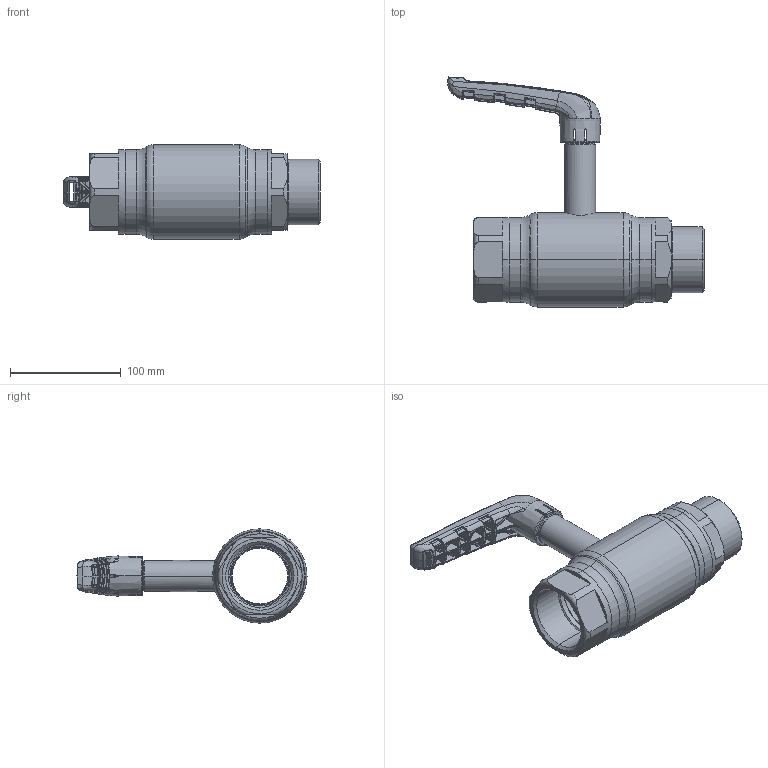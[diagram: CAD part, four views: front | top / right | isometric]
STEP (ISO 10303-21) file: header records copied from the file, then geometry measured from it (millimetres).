
FILE_DESCRIPTION (( 'STEP AP214' ), '1' );
FILE_NAME ('1050002401-xxxx.step', '2019-05-09T10:15:51', ( '' ), ( '' ), 'SwSTEP 2.0', 'SolidWorks 2017', '' );
FILE_SCHEMA (( 'AUTOMOTIVE_DESIGN' ));
Length unit declared in the file: millimetre
Products named in the file (1): 1050002401-xxxx
Bounding box: 231.35 x 207.31 x 85 mm (x, y, z)
Surface area: 105353.9 mm2 (no closed solid volume)
Topology: 0 solids, 11 shells, 780 faces, 2583 edges, 1677 vertices
Faces by surface type: bspline 617, plane 65, cylinder 36, cone 32, torus 23, sphere 7
Entity records: 59071 total; most frequent: CARTESIAN_POINT 34210, ORIENTED_EDGE 4089, EDGE_CURVE 2573, B_SPLINE_CURVE_WITH_KNOTS 1795, VERTEX_POINT 1677, DIRECTION 1676, EDGE_LOOP 790, UNCERTAINTY_MEASURE_WITH_UNIT 782
